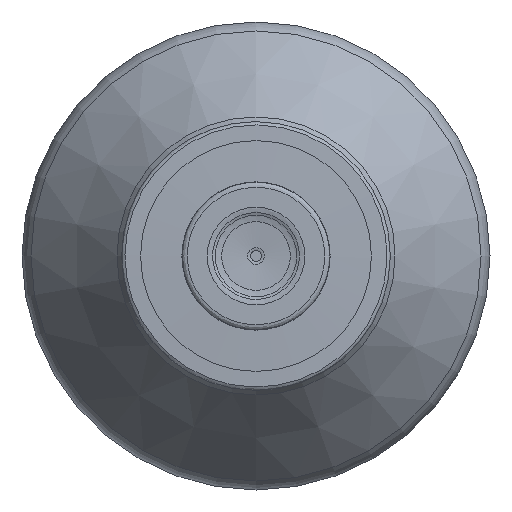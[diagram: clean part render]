
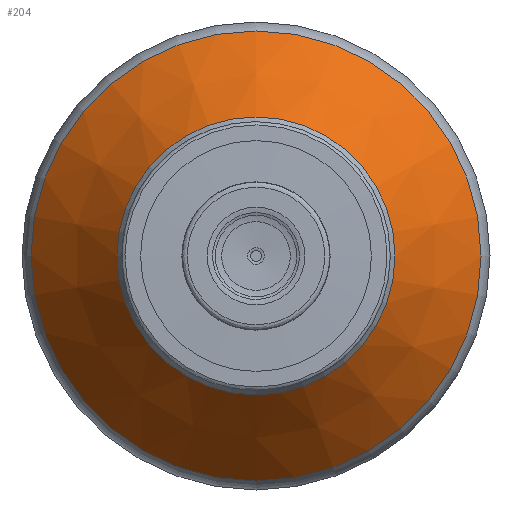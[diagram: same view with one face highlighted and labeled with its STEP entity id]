
A CAD part, left-side view. The second image highlights one B-rep face of the part: STEP entity #204.
In plain terms, the highlighted conical face has half-angle 37.571 degrees and reference radius 25.963 mm.
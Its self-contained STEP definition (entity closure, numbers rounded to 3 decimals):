
#102=CONICAL_SURFACE('',#537,25.963,37.571);
#145=FACE_BOUND('',#268,.T.);
#146=FACE_BOUND('',#269,.T.);
#204=ADVANCED_FACE('',(#145,#146),#102,.T.);
#268=EDGE_LOOP('',(#344));
#269=EDGE_LOOP('',(#345));
#344=ORIENTED_EDGE('',*,*,#444,.T.);
#345=ORIENTED_EDGE('',*,*,#443,.F.);
#405=VERTEX_POINT('',#776);
#406=VERTEX_POINT('',#779);
#443=EDGE_CURVE('',#405,#405,#481,.T.);
#444=EDGE_CURVE('',#406,#406,#482,.T.);
#481=CIRCLE('',#534,25.963);
#482=CIRCLE('',#536,16.037);
#534=AXIS2_PLACEMENT_3D('',#775,#631,#632);
#536=AXIS2_PLACEMENT_3D('',#778,#635,#636);
#537=AXIS2_PLACEMENT_3D('',#780,#637,#638);
#631=DIRECTION('',(1.,0.,0.));
#632=DIRECTION('',(0.,0.,1.));
#635=DIRECTION('',(1.,0.,0.));
#636=DIRECTION('',(0.,0.,1.));
#637=DIRECTION('',(1.,0.,0.));
#638=DIRECTION('',(0.,0.,-1.));
#775=CARTESIAN_POINT('',(112.951,0.,0.));
#776=CARTESIAN_POINT('',(112.951,0.,25.963));
#778=CARTESIAN_POINT('',(100.049,0.,0.));
#779=CARTESIAN_POINT('',(100.049,0.,16.037));
#780=CARTESIAN_POINT('',(112.951,0.,0.));
